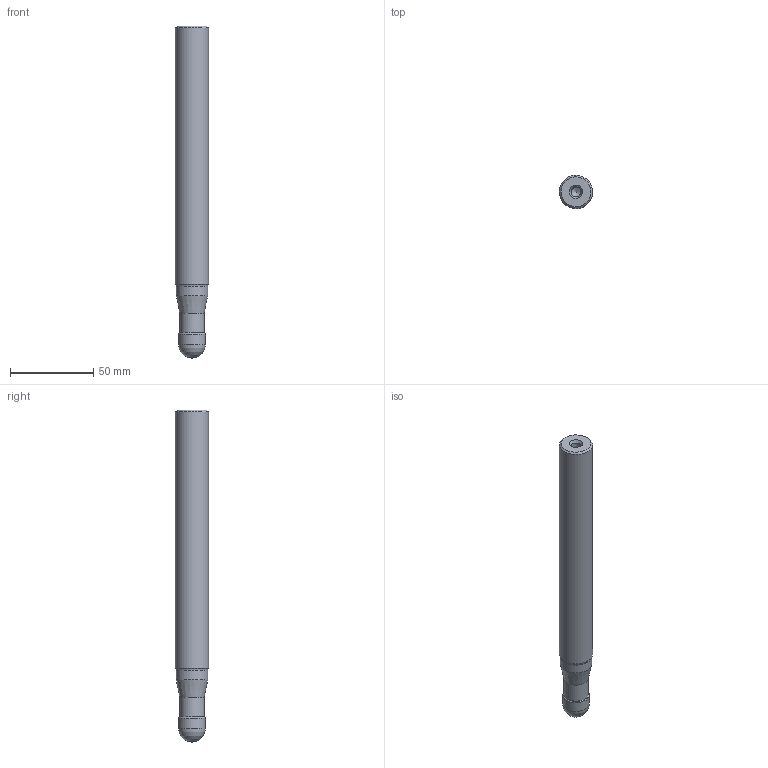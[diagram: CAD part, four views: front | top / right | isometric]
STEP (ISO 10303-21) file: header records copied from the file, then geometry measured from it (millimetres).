
FILE_DESCRIPTION(/* description */ (''),/* implementation_level */ '2;1');
FILE_NAME(/* name */ '16L2R045A20-SZP16-C_115009233ndi000_00-SIM.stp',/* time_stamp */ '2020-01-20T09:33:49+01:00',/* author */ (''),/* organization */ (''),/* preprocessor_version */ 'ST-DEVELOPER v16.7',/* originating_system */ 'SIEMENS PLM Software NX 12.0',/* authorisation */ '');
FILE_SCHEMA (('AUTOMOTIVE_DESIGN { 1 0 10303 214 3 1 1 1 }'));
Length unit declared in the file: millimetre
Products named in the file (1): hm150840C3D7e2xt
Bounding box: 20 x 20 x 199.96 mm (x, y, z)
Volume: 54352.4 mm3; surface area: 16552 mm2
Topology: 2 solids, 2 shells, 32 faces, 81 edges, 53 vertices
Faces by surface type: revolution 14, cone 8, cylinder 4, sphere 3, plane 2, torus 1
Full cylindrical faces by diameter (mm): 6 x1, 14.7 x1, 19 x1, 20 x1
Entity records: 731 total; most frequent: CARTESIAN_POINT 136, DIRECTION 122, FACE_BOUND 62, EDGE_LOOP 62, ORIENTED_EDGE 62, AXIS2_PLACEMENT_3D 52, CIRCLE 33, ADVANCED_FACE 32
